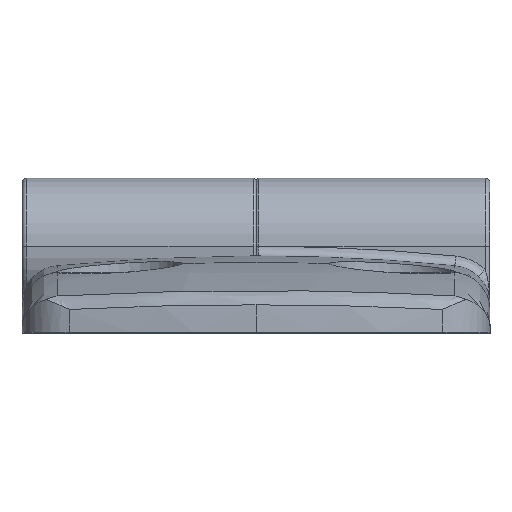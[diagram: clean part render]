
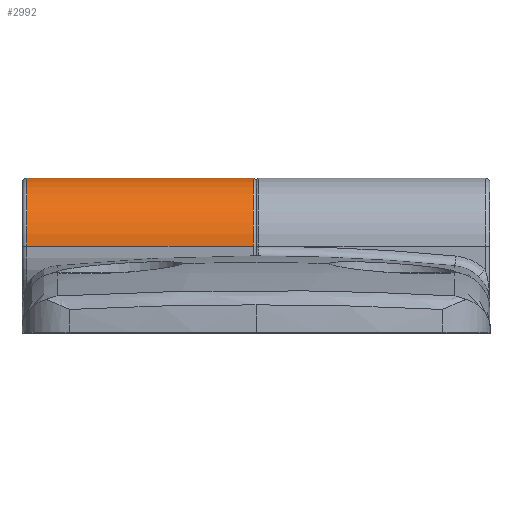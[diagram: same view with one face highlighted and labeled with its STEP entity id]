
A CAD part, top view. The second image highlights one B-rep face of the part: STEP entity #2992.
In plain terms, the highlighted cylindrical face has radius 7 mm (diameter 14 mm), a partial arc.
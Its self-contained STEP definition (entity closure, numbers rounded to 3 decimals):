
#126 = CARTESIAN_POINT ( 'NONE',  ( -0.3, 8.9, 7. ) ) ;
#134 = ORIENTED_EDGE ( 'NONE', *, *, #3082, .T. ) ;
#135 = CARTESIAN_POINT ( 'NONE',  ( -23.5, 8.9, 7. ) ) ;
#136 = VERTEX_POINT ( 'NONE', #204 ) ;
#160 = ORIENTED_EDGE ( 'NONE', *, *, #3227, .T. ) ;
#204 = CARTESIAN_POINT ( 'NONE',  ( -0.3, 8.9, -7. ) ) ;
#281 = EDGE_CURVE ( 'NONE', #136, #400, #2592, .T. ) ;
#286 = CARTESIAN_POINT ( 'NONE',  ( 24., 8.9, 7. ) ) ;
#352 = DIRECTION ( 'NONE',  ( 1., 0., 0. ) ) ;
#400 = VERTEX_POINT ( 'NONE', #2498 ) ;
#574 = CARTESIAN_POINT ( 'NONE',  ( 24., 8.9, 0. ) ) ;
#584 = AXIS2_PLACEMENT_3D ( 'NONE', #1884, #352, #2138 ) ;
#718 = EDGE_CURVE ( 'NONE', #1741, #1373, #1506, .T. ) ;
#850 = VECTOR ( 'NONE', #1106, 1000. ) ;
#971 = CARTESIAN_POINT ( 'NONE',  ( 24., 8.9, -7. ) ) ;
#1106 = DIRECTION ( 'NONE',  ( -1., 0., 0. ) ) ;
#1122 = AXIS2_PLACEMENT_3D ( 'NONE', #574, #1818, #1828 ) ;
#1235 = EDGE_LOOP ( 'NONE', ( #1838, #160, #2795, #134 ) ) ;
#1275 = AXIS2_PLACEMENT_3D ( 'NONE', #2874, #1387, #3130 ) ;
#1373 = VERTEX_POINT ( 'NONE', #135 ) ;
#1387 = DIRECTION ( 'NONE',  ( -1., 0., 0. ) ) ;
#1506 = LINE ( 'NONE', #286, #850 ) ;
#1741 = VERTEX_POINT ( 'NONE', #126 ) ;
#1818 = DIRECTION ( 'NONE',  ( -1., 0., 0. ) ) ;
#1828 = DIRECTION ( 'NONE',  ( 0., 0., 1. ) ) ;
#1838 = ORIENTED_EDGE ( 'NONE', *, *, #718, .F. ) ;
#1884 = CARTESIAN_POINT ( 'NONE',  ( -23.5, 8.9, 0. ) ) ;
#1960 = CYLINDRICAL_SURFACE ( 'NONE', #1122, 7. ) ;
#2138 = DIRECTION ( 'NONE',  ( 0., 0., 1. ) ) ;
#2498 = CARTESIAN_POINT ( 'NONE',  ( -23.5, 8.9, -7. ) ) ;
#2507 = VECTOR ( 'NONE', #2964, 1000. ) ;
#2556 = CIRCLE ( 'NONE', #584, 7. ) ;
#2592 = LINE ( 'NONE', #971, #2507 ) ;
#2631 = CIRCLE ( 'NONE', #1275, 7. ) ;
#2795 = ORIENTED_EDGE ( 'NONE', *, *, #281, .T. ) ;
#2874 = CARTESIAN_POINT ( 'NONE',  ( -0.3, 8.9, 0. ) ) ;
#2877 = FACE_OUTER_BOUND ( 'NONE', #1235, .T. ) ;
#2964 = DIRECTION ( 'NONE',  ( -1., 0., 0. ) ) ;
#2992 = ADVANCED_FACE ( 'NONE', ( #2877 ), #1960, .T. ) ;
#3082 = EDGE_CURVE ( 'NONE', #400, #1373, #2556, .T. ) ;
#3130 = DIRECTION ( 'NONE',  ( 0., 0., -1. ) ) ;
#3227 = EDGE_CURVE ( 'NONE', #1741, #136, #2631, .T. ) ;
